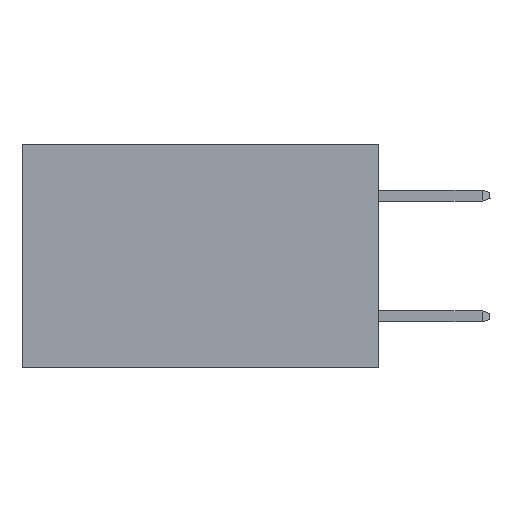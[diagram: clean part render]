
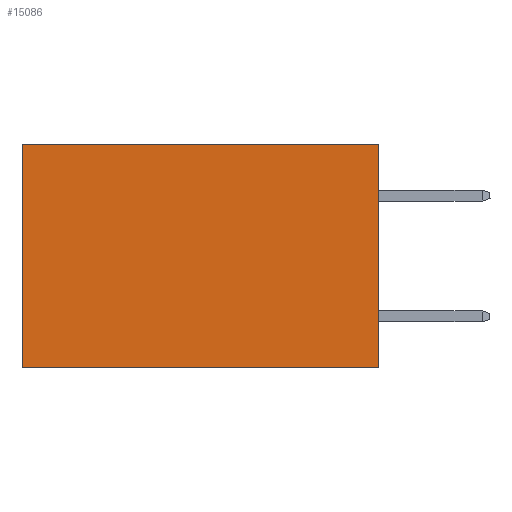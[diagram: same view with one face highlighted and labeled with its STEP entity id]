
A CAD part, left-side view. The second image highlights one B-rep face of the part: STEP entity #15086.
In plain terms, the highlighted planar face has unit normal (-1, 0, 0).
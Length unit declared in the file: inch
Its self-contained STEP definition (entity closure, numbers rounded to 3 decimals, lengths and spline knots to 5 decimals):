
#2033 = CARTESIAN_POINT ( 'NONE',  ( 0.277, 0., -0.37 ) ) ;
#4386 = LINE ( 'NONE', #16692, #9054 ) ;
#4425 = VERTEX_POINT ( 'NONE', #2033 ) ;
#4506 = VERTEX_POINT ( 'NONE', #7266 ) ;
#4901 = EDGE_CURVE ( 'NONE', #11928, #4506, #17444, .T. ) ;
#6375 = CARTESIAN_POINT ( 'NONE',  ( 0.277, 0., -0.37 ) ) ;
#6472 = DIRECTION ( 'NONE',  ( 1., 0., 0. ) ) ;
#6863 = CARTESIAN_POINT ( 'NONE',  ( 0.277, 0.59, -0.37 ) ) ;
#7266 = CARTESIAN_POINT ( 'NONE',  ( 0.277, 0.59, 0. ) ) ;
#8108 = VERTEX_POINT ( 'NONE', #6863 ) ;
#8293 = EDGE_CURVE ( 'NONE', #4506, #8108, #16344, .T. ) ;
#9054 = VECTOR ( 'NONE', #18644, 39.37008 ) ;
#9438 = ORIENTED_EDGE ( 'NONE', *, *, #10096, .F. ) ;
#9510 = EDGE_CURVE ( 'NONE', #11928, #4425, #4386, .T. ) ;
#9777 = AXIS2_PLACEMENT_3D ( 'NONE', #6375, #6472, #20295 ) ;
#10096 = EDGE_CURVE ( 'NONE', #4425, #8108, #21085, .T. ) ;
#10421 = VECTOR ( 'NONE', #11347, 39.37008 ) ;
#10842 = DIRECTION ( 'NONE',  ( 0., 1., 0. ) ) ;
#11347 = DIRECTION ( 'NONE',  ( 0., 0., -1. ) ) ;
#11541 = VECTOR ( 'NONE', #17854, 39.37008 ) ;
#11928 = VERTEX_POINT ( 'NONE', #21904 ) ;
#13725 = FACE_OUTER_BOUND ( 'NONE', #17261, .T. ) ;
#15086 = ADVANCED_FACE ( 'NONE', ( #13725 ), #18327, .F. ) ;
#16344 = LINE ( 'NONE', #21180, #10421 ) ;
#16692 = CARTESIAN_POINT ( 'NONE',  ( 0.277, 0., -0.37 ) ) ;
#17140 = CARTESIAN_POINT ( 'NONE',  ( 0.277, 0., 0. ) ) ;
#17261 = EDGE_LOOP ( 'NONE', ( #24714, #9438, #23772, #25275 ) ) ;
#17444 = LINE ( 'NONE', #17140, #11541 ) ;
#17854 = DIRECTION ( 'NONE',  ( 0., 1., 0. ) ) ;
#18327 = PLANE ( 'NONE',  #9777 ) ;
#18644 = DIRECTION ( 'NONE',  ( 0., 0., -1. ) ) ;
#20295 = DIRECTION ( 'NONE',  ( 0., 0., -1. ) ) ;
#20673 = CARTESIAN_POINT ( 'NONE',  ( 0.277, 0., -0.37 ) ) ;
#21085 = LINE ( 'NONE', #20673, #25658 ) ;
#21180 = CARTESIAN_POINT ( 'NONE',  ( 0.277, 0.59, -0.37 ) ) ;
#21904 = CARTESIAN_POINT ( 'NONE',  ( 0.277, 0., 0. ) ) ;
#23772 = ORIENTED_EDGE ( 'NONE', *, *, #9510, .F. ) ;
#24714 = ORIENTED_EDGE ( 'NONE', *, *, #8293, .T. ) ;
#25275 = ORIENTED_EDGE ( 'NONE', *, *, #4901, .T. ) ;
#25658 = VECTOR ( 'NONE', #10842, 39.37008 ) ;
